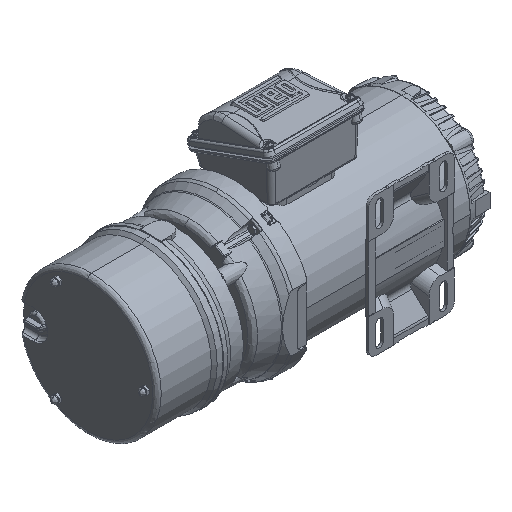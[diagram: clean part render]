
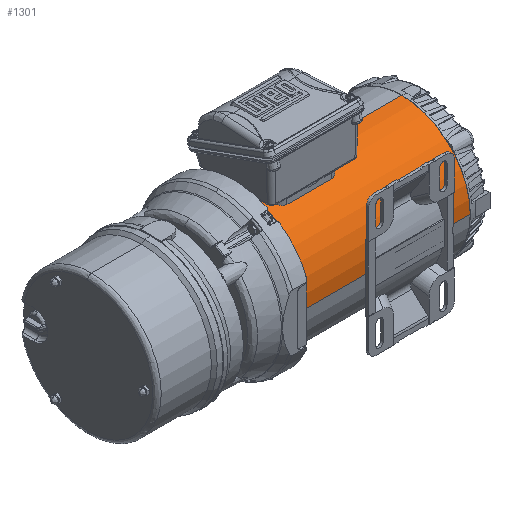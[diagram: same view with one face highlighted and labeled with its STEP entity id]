
A CAD part, isometric view. The second image highlights one B-rep face of the part: STEP entity #1301.
In plain terms, the highlighted cylindrical face has radius 81.875 mm (diameter 163.75 mm), a partial arc.
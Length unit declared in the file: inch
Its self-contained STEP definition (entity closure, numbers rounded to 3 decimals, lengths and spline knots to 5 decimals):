
#1301 = ADVANCED_FACE ( 'NONE', ( #41638 ), #33121, .T. ) ;
#2090 = CIRCLE ( 'NONE', #55313, 3.22343 ) ;
#2094 = VERTEX_POINT ( 'NONE', #6967 ) ;
#2666 = DIRECTION ( 'NONE',  ( 0., 0., 1. ) ) ;
#2951 = LINE ( 'NONE', #26592, #43459 ) ;
#3566 = DIRECTION ( 'NONE',  ( 1., 0., 0. ) ) ;
#5290 = ORIENTED_EDGE ( 'NONE', *, *, #15198, .T. ) ;
#6967 = CARTESIAN_POINT ( 'NONE',  ( 0., 0., 3.22343 ) ) ;
#7048 = AXIS2_PLACEMENT_3D ( 'NONE', #50437, #51638, #28593 ) ;
#11493 = VERTEX_POINT ( 'NONE', #26784 ) ;
#14575 = AXIS2_PLACEMENT_3D ( 'NONE', #57847, #58750, #2666 ) ;
#15198 = EDGE_CURVE ( 'NONE', #37804, #11493, #2951, .T. ) ;
#17713 = EDGE_CURVE ( 'NONE', #27981, #37804, #40691, .T. ) ;
#18142 = DIRECTION ( 'NONE',  ( -1., 0., 0. ) ) ;
#18955 = ORIENTED_EDGE ( 'NONE', *, *, #17713, .T. ) ;
#20113 = EDGE_LOOP ( 'NONE', ( #57546, #36617, #18955, #5290 ) ) ;
#20115 = EDGE_CURVE ( 'NONE', #11493, #2094, #2090, .T. ) ;
#26592 = CARTESIAN_POINT ( 'NONE',  ( 21.07546, -3.22343, 0.00056 ) ) ;
#26784 = CARTESIAN_POINT ( 'NONE',  ( 0., -3.22343, 0.00056 ) ) ;
#26974 = CARTESIAN_POINT ( 'NONE',  ( -7.87402, -3.22343, 0.00056 ) ) ;
#27223 = LINE ( 'NONE', #54823, #43243 ) ;
#27981 = VERTEX_POINT ( 'NONE', #52616 ) ;
#28593 = DIRECTION ( 'NONE',  ( 0., 0., 1. ) ) ;
#29478 = DIRECTION ( 'NONE',  ( 0., 0., 1. ) ) ;
#33121 = CYLINDRICAL_SURFACE ( 'NONE', #7048, 3.22343 ) ;
#36617 = ORIENTED_EDGE ( 'NONE', *, *, #47750, .T. ) ;
#37804 = VERTEX_POINT ( 'NONE', #26974 ) ;
#39193 = DIRECTION ( 'NONE',  ( -1., 0., 0. ) ) ;
#40691 = CIRCLE ( 'NONE', #14575, 3.22343 ) ;
#41638 = FACE_OUTER_BOUND ( 'NONE', #20113, .T. ) ;
#43243 = VECTOR ( 'NONE', #18142, 39.37008 ) ;
#43459 = VECTOR ( 'NONE', #3566, 39.37008 ) ;
#47750 = EDGE_CURVE ( 'NONE', #2094, #27981, #27223, .T. ) ;
#50437 = CARTESIAN_POINT ( 'NONE',  ( 21.07546, 0., 0. ) ) ;
#51638 = DIRECTION ( 'NONE',  ( -1., 0., 0. ) ) ;
#52616 = CARTESIAN_POINT ( 'NONE',  ( -7.87402, 0., 3.22343 ) ) ;
#54823 = CARTESIAN_POINT ( 'NONE',  ( 21.07546, 0., 3.22343 ) ) ;
#55313 = AXIS2_PLACEMENT_3D ( 'NONE', #57995, #39193, #29478 ) ;
#57546 = ORIENTED_EDGE ( 'NONE', *, *, #20115, .T. ) ;
#57847 = CARTESIAN_POINT ( 'NONE',  ( -7.87402, 0., 0. ) ) ;
#57995 = CARTESIAN_POINT ( 'NONE',  ( 0., 0., 0. ) ) ;
#58750 = DIRECTION ( 'NONE',  ( 1., 0., 0. ) ) ;
